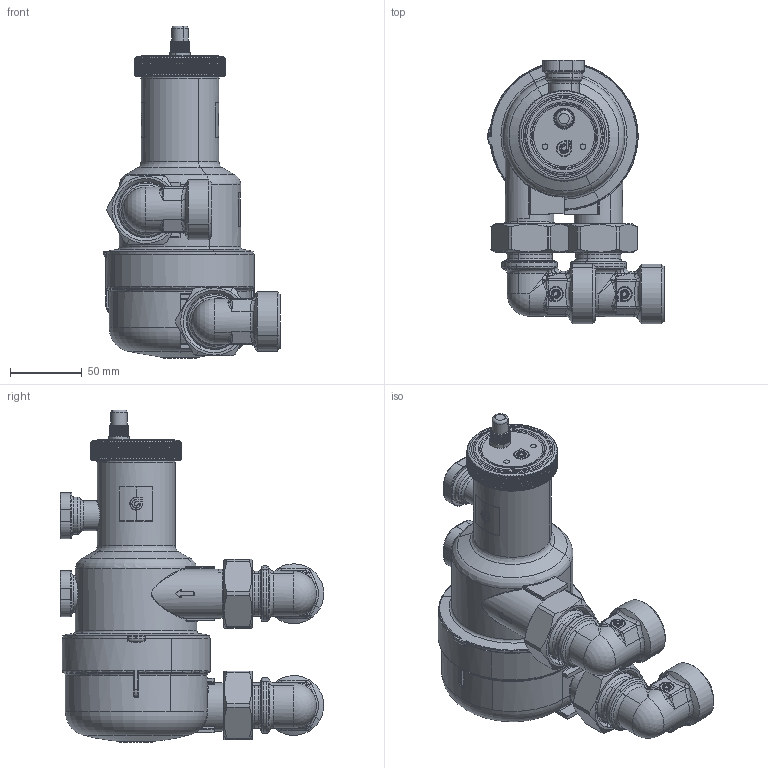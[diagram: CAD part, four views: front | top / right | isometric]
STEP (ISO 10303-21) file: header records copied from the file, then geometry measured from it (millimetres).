
FILE_DESCRIPTION(('CATIA V5 STEP Exchange','CAx-IF Rec.Pracs.--- Model Styling and Organization---1.5--- 2016-08-15','CAx-IF Rec.Pracs.---Supplemental Geometry---1.0---2011-11-01','CAx-IF Rec.Pracs.--- Composite Materials ---3.4---2017-06-13','CAx-IF Rec.Pracs.---Tessellated 3D Geometry---1.0---2015-12-17'),'2;1');
FILE_NAME('STEP_551617_-_TST.stp','2024-02-08T09:50:57+00:00',('none'),('none'),'CATIA Version 5-6 Release 2020 SP5','CATIA V5 STEP AP242 v2','none');
FILE_SCHEMA(('AP242_MANAGED_MODEL_BASED_3D_ENGINEERING_MIM_LF {1 0 10303 442 1 1 4}'));
Length unit declared in the file: millimetre
Products named in the file (1): 551617 - TST
Bounding box: 123.25 x 183.99 x 231.8 mm (x, y, z)
Volume: 1349383.4 mm3; surface area: 111421.4 mm2
Topology: 1 solids, 3 shells, 2264 faces, 5796 edges, 3434 vertices
Faces by surface type: cylinder 873, plane 501, bspline 450, torus 229, sphere 107, cone 84, extrusion 18, revolution 2
Entity records: 96580 total; most frequent: CARTESIAN_POINT 49566, ORIENTED_EDGE 11294, DIRECTION 6042, EDGE_CURVE 5647, VERTEX_POINT 3434, AXIS2_PLACEMENT_3D 2791, B_SPLINE_CURVE_WITH_KNOTS 2646, EDGE_LOOP 2311
